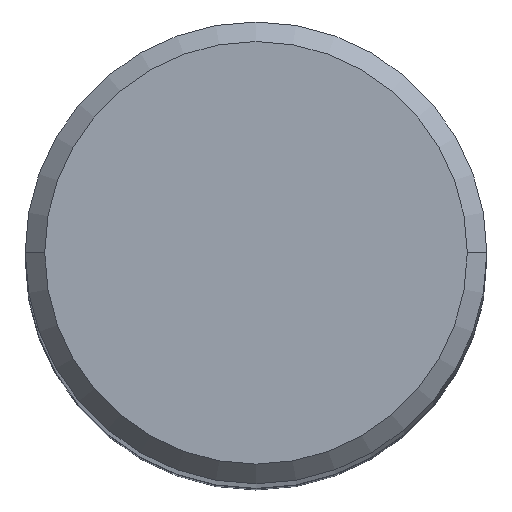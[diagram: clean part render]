
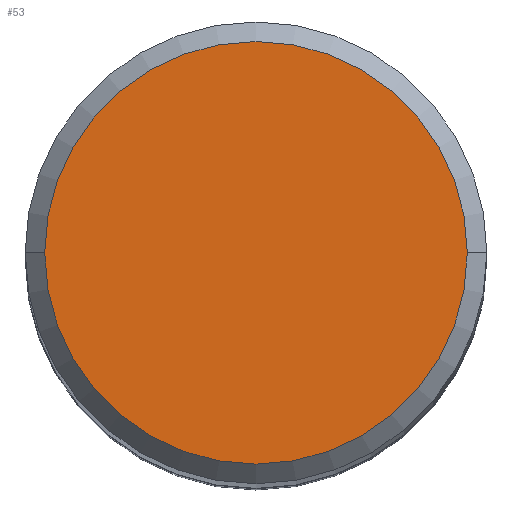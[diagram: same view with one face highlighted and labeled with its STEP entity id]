
A CAD part, top view. The second image highlights one B-rep face of the part: STEP entity #53.
In plain terms, the highlighted planar face has unit normal (0, 0, 1).
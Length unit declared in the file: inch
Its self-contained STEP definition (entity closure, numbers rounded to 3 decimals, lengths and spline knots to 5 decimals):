
#15 = CARTESIAN_POINT ( 'NONE',  ( 0., 0., 0. ) ) ;
#27 = EDGE_LOOP ( 'NONE', ( #491, #493 ) ) ;
#28 = EDGE_CURVE ( 'NONE', #417, #359, #392, .T. ) ;
#32 = CARTESIAN_POINT ( 'NONE',  ( 0., 0.2162, 0. ) ) ;
#35 = DIRECTION ( 'NONE',  ( 0., 0., 1. ) ) ;
#44 = AXIS2_PLACEMENT_3D ( 'NONE', #15, #423, #68 ) ;
#53 = ADVANCED_FACE ( 'NONE', ( #219 ), #354, .T. ) ;
#68 = DIRECTION ( 'NONE',  ( -1., 0., 0. ) ) ;
#99 = DIRECTION ( 'NONE',  ( -1., 0., 0. ) ) ;
#119 = CARTESIAN_POINT ( 'NONE',  ( 0.2162, 0., 0. ) ) ;
#165 = EDGE_CURVE ( 'NONE', #359, #417, #455, .T. ) ;
#209 = AXIS2_PLACEMENT_3D ( 'NONE', #267, #489, #99 ) ;
#217 = DIRECTION ( 'NONE',  ( 1., 0., 0. ) ) ;
#219 = FACE_OUTER_BOUND ( 'NONE', #27, .T. ) ;
#267 = CARTESIAN_POINT ( 'NONE',  ( 0., 0., 0. ) ) ;
#354 = PLANE ( 'NONE',  #557 ) ;
#359 = VERTEX_POINT ( 'NONE', #119 ) ;
#392 = CIRCLE ( 'NONE', #44, 0.2162 ) ;
#417 = VERTEX_POINT ( 'NONE', #474 ) ;
#423 = DIRECTION ( 'NONE',  ( 0., 0., -1. ) ) ;
#455 = CIRCLE ( 'NONE', #209, 0.2162 ) ;
#474 = CARTESIAN_POINT ( 'NONE',  ( -0.2162, 0., 0. ) ) ;
#489 = DIRECTION ( 'NONE',  ( 0., 0., -1. ) ) ;
#491 = ORIENTED_EDGE ( 'NONE', *, *, #28, .F. ) ;
#493 = ORIENTED_EDGE ( 'NONE', *, *, #165, .F. ) ;
#557 = AXIS2_PLACEMENT_3D ( 'NONE', #32, #35, #217 ) ;
